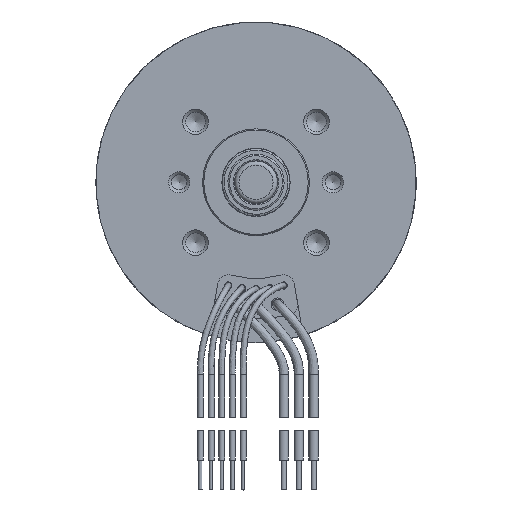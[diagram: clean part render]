
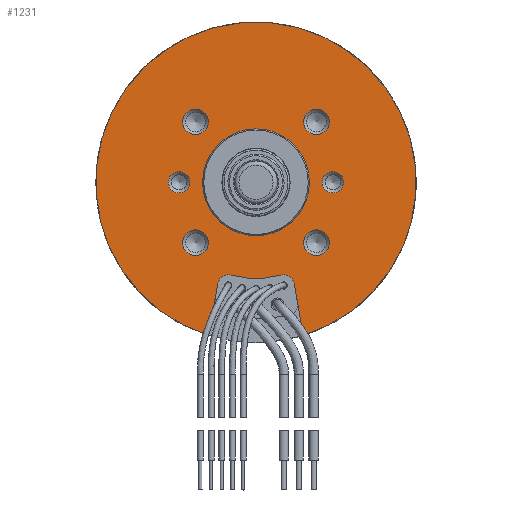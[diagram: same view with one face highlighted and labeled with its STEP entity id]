
A CAD part, left-side view. The second image highlights one B-rep face of the part: STEP entity #1231.
In plain terms, the highlighted planar face has unit normal (-1, 0, 0).
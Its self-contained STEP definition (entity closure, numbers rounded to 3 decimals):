
#1231=ADVANCED_FACE('',(#2058,#2059,#2060,#2061,#2062,#2063,#2064,#2065),
#1698,.F.);
#1698=PLANE('',#8487);
#2058=FACE_BOUND('',#2863,.T.);
#2059=FACE_BOUND('',#2864,.T.);
#2060=FACE_BOUND('',#2865,.T.);
#2061=FACE_BOUND('',#2866,.T.);
#2062=FACE_BOUND('',#2867,.T.);
#2063=FACE_BOUND('',#2868,.T.);
#2064=FACE_BOUND('',#2869,.T.);
#2065=FACE_BOUND('',#2870,.T.);
#2863=EDGE_LOOP('',(#4660));
#2864=EDGE_LOOP('',(#4661));
#2865=EDGE_LOOP('',(#4662));
#2866=EDGE_LOOP('',(#4663));
#2867=EDGE_LOOP('',(#4664));
#2868=EDGE_LOOP('',(#4665));
#2869=EDGE_LOOP('',(#4666,#4667,#4668,#4669,#4670,#4671));
#2870=EDGE_LOOP('',(#4672));
#3674=CIRCLE('',#8475,12.5);
#3675=CIRCLE('',#8477,3.);
#3676=CIRCLE('',#8478,3.);
#3677=CIRCLE('',#8479,3.);
#3678=CIRCLE('',#8480,3.);
#3679=CIRCLE('',#8481,2.5);
#3680=CIRCLE('',#8482,2.5);
#3681=CIRCLE('',#8483,37.5);
#3682=CIRCLE('',#8484,2.5);
#3683=CIRCLE('',#8485,22.502);
#3684=CIRCLE('',#8486,2.5);
#4660=ORIENTED_EDGE('',*,*,#6888,.T.);
#4661=ORIENTED_EDGE('',*,*,#6889,.T.);
#4662=ORIENTED_EDGE('',*,*,#6890,.T.);
#4663=ORIENTED_EDGE('',*,*,#6891,.T.);
#4664=ORIENTED_EDGE('',*,*,#6892,.T.);
#4665=ORIENTED_EDGE('',*,*,#6893,.T.);
#4666=ORIENTED_EDGE('',*,*,#6894,.F.);
#4667=ORIENTED_EDGE('',*,*,#6895,.F.);
#4668=ORIENTED_EDGE('',*,*,#6896,.F.);
#4669=ORIENTED_EDGE('',*,*,#6897,.F.);
#4670=ORIENTED_EDGE('',*,*,#6898,.F.);
#4671=ORIENTED_EDGE('',*,*,#6899,.F.);
#4672=ORIENTED_EDGE('',*,*,#6887,.T.);
#6075=VERTEX_POINT('',#13368);
#6076=VERTEX_POINT('',#13371);
#6077=VERTEX_POINT('',#13373);
#6078=VERTEX_POINT('',#13375);
#6079=VERTEX_POINT('',#13377);
#6080=VERTEX_POINT('',#13379);
#6081=VERTEX_POINT('',#13381);
#6082=VERTEX_POINT('',#13383);
#6083=VERTEX_POINT('',#13384);
#6084=VERTEX_POINT('',#13386);
#6085=VERTEX_POINT('',#13388);
#6086=VERTEX_POINT('',#13390);
#6087=VERTEX_POINT('',#13392);
#6887=EDGE_CURVE('',#6075,#6075,#3674,.T.);
#6888=EDGE_CURVE('',#6076,#6076,#3675,.T.);
#6889=EDGE_CURVE('',#6077,#6077,#3676,.T.);
#6890=EDGE_CURVE('',#6078,#6078,#3677,.T.);
#6891=EDGE_CURVE('',#6079,#6079,#3678,.T.);
#6892=EDGE_CURVE('',#6080,#6080,#3679,.T.);
#6893=EDGE_CURVE('',#6081,#6081,#3680,.T.);
#6894=EDGE_CURVE('',#6082,#6083,#3681,.T.);
#6895=EDGE_CURVE('',#6084,#6082,#7607,.T.);
#6896=EDGE_CURVE('',#6085,#6084,#3682,.T.);
#6897=EDGE_CURVE('',#6086,#6085,#3683,.T.);
#6898=EDGE_CURVE('',#6087,#6086,#3684,.T.);
#6899=EDGE_CURVE('',#6083,#6087,#7608,.T.);
#7607=LINE('',#13385,#7959);
#7608=LINE('',#13393,#7960);
#7959=VECTOR('',#10034,1.);
#7960=VECTOR('',#10041,1.);
#8475=AXIS2_PLACEMENT_3D('',#13367,#10016,#10017);
#8477=AXIS2_PLACEMENT_3D('',#13370,#10020,#10021);
#8478=AXIS2_PLACEMENT_3D('',#13372,#10022,#10023);
#8479=AXIS2_PLACEMENT_3D('',#13374,#10024,#10025);
#8480=AXIS2_PLACEMENT_3D('',#13376,#10026,#10027);
#8481=AXIS2_PLACEMENT_3D('',#13378,#10028,#10029);
#8482=AXIS2_PLACEMENT_3D('',#13380,#10030,#10031);
#8483=AXIS2_PLACEMENT_3D('',#13382,#10032,#10033);
#8484=AXIS2_PLACEMENT_3D('',#13387,#10035,#10036);
#8485=AXIS2_PLACEMENT_3D('',#13389,#10037,#10038);
#8486=AXIS2_PLACEMENT_3D('',#13391,#10039,#10040);
#8487=AXIS2_PLACEMENT_3D('',#13394,#10042,#10043);
#10016=DIRECTION('',(1.,0.,0.));
#10017=DIRECTION('',(0.,-1.,0.));
#10020=DIRECTION('',(1.,0.,0.));
#10021=DIRECTION('',(0.,0.,-1.));
#10022=DIRECTION('',(1.,0.,0.));
#10023=DIRECTION('',(0.,1.,0.));
#10024=DIRECTION('',(1.,0.,0.));
#10025=DIRECTION('',(0.,0.,1.));
#10026=DIRECTION('',(1.,0.,0.));
#10027=DIRECTION('',(0.,-1.,0.));
#10028=DIRECTION('',(1.,0.,0.));
#10029=DIRECTION('',(0.,-1.,0.));
#10030=DIRECTION('',(1.,0.,0.));
#10031=DIRECTION('',(0.,-1.,0.));
#10032=DIRECTION('',(1.,0.,0.));
#10033=DIRECTION('',(0.,-1.,0.));
#10034=DIRECTION('',(0.,0.174,-0.985));
#10035=DIRECTION('',(-1.,0.,0.));
#10036=DIRECTION('',(0.,-1.,0.));
#10037=DIRECTION('',(1.,0.,0.));
#10038=DIRECTION('',(0.,1.,0.));
#10039=DIRECTION('',(-1.,0.,0.));
#10040=DIRECTION('',(0.,1.,0.));
#10041=DIRECTION('',(0.,0.174,0.985));
#10042=DIRECTION('',(1.,0.,0.));
#10043=DIRECTION('',(0.,1.,0.));
#13367=CARTESIAN_POINT('',(-151.5,0.,0.));
#13368=CARTESIAN_POINT('',(-151.5,-12.5,0.));
#13370=CARTESIAN_POINT('',(-151.5,14.142,-14.142));
#13371=CARTESIAN_POINT('',(-151.5,14.142,-17.142));
#13372=CARTESIAN_POINT('',(-151.5,14.142,14.142));
#13373=CARTESIAN_POINT('',(-151.5,17.142,14.142));
#13374=CARTESIAN_POINT('',(-151.5,-14.142,14.142));
#13375=CARTESIAN_POINT('',(-151.5,-14.142,17.142));
#13376=CARTESIAN_POINT('',(-151.5,-14.142,-14.142));
#13377=CARTESIAN_POINT('',(-151.5,-17.142,-14.142));
#13378=CARTESIAN_POINT('',(-151.5,18.,0.));
#13379=CARTESIAN_POINT('',(-151.5,15.5,0.));
#13380=CARTESIAN_POINT('',(-151.5,-18.,0.));
#13381=CARTESIAN_POINT('',(-151.5,-20.5,0.));
#13382=CARTESIAN_POINT('',(-151.5,0.,0.));
#13383=CARTESIAN_POINT('',(-151.5,11.068,-35.829));
#13384=CARTESIAN_POINT('',(-151.5,-11.068,-35.829));
#13385=CARTESIAN_POINT('',(-151.5,8.932,-23.716));
#13386=CARTESIAN_POINT('',(-151.5,8.932,-23.716));
#13387=CARTESIAN_POINT('',(-151.5,6.47,-24.15));
#13388=CARTESIAN_POINT('',(-151.5,5.823,-21.735));
#13389=CARTESIAN_POINT('',(-151.5,0.,0.));
#13390=CARTESIAN_POINT('',(-151.5,-5.823,-21.735));
#13391=CARTESIAN_POINT('',(-151.5,-6.47,-24.15));
#13392=CARTESIAN_POINT('',(-151.5,-8.932,-23.716));
#13393=CARTESIAN_POINT('',(-151.5,-11.155,-36.326));
#13394=CARTESIAN_POINT('',(-151.5,0.,-12.5));
